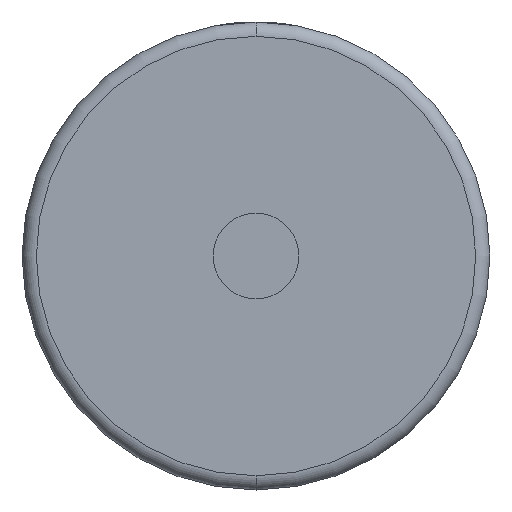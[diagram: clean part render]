
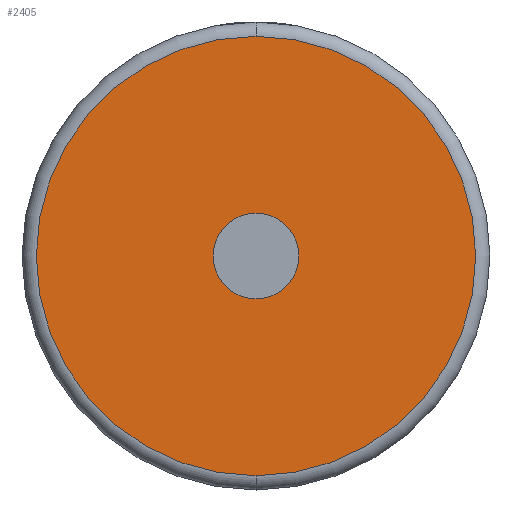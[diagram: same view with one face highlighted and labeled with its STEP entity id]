
A CAD part, front view. The second image highlights one B-rep face of the part: STEP entity #2405.
In plain terms, the highlighted planar face has unit normal (0, -1, 0).
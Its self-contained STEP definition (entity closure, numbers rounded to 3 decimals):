
#63 = DIRECTION ( 'NONE',  ( 0., 0., 1. ) ) ;
#140 = DIRECTION ( 'NONE',  ( 0., -1., 0. ) ) ;
#260 = AXIS2_PLACEMENT_3D ( 'NONE', #3046, #2995, #3813 ) ;
#285 = PLANE ( 'NONE',  #3070 ) ;
#315 = DIRECTION ( 'NONE',  ( 0., 1., 0. ) ) ;
#512 = ORIENTED_EDGE ( 'NONE', *, *, #1102, .F. ) ;
#544 = EDGE_CURVE ( 'NONE', #4522, #4846, #4951, .T. ) ;
#758 = CIRCLE ( 'NONE', #260, 30.75 ) ;
#836 = CARTESIAN_POINT ( 'NONE',  ( 0., 0., 0. ) ) ;
#870 = AXIS2_PLACEMENT_3D ( 'NONE', #836, #4300, #63 ) ;
#1059 = ORIENTED_EDGE ( 'NONE', *, *, #544, .T. ) ;
#1102 = EDGE_CURVE ( 'NONE', #2008, #3450, #3290, .T. ) ;
#1187 = CARTESIAN_POINT ( 'NONE',  ( 0., 0., 0. ) ) ;
#1206 = DIRECTION ( 'NONE',  ( 0., -1., 0. ) ) ;
#1366 = FACE_BOUND ( 'NONE', #2885, .T. ) ;
#1420 = AXIS2_PLACEMENT_3D ( 'NONE', #1187, #1206, #4636 ) ;
#1509 = AXIS2_PLACEMENT_3D ( 'NONE', #2078, #140, #4777 ) ;
#1927 = CARTESIAN_POINT ( 'NONE',  ( 0., 0., -6. ) ) ;
#2008 = VERTEX_POINT ( 'NONE', #4244 ) ;
#2022 = EDGE_CURVE ( 'NONE', #3450, #2008, #4245, .T. ) ;
#2078 = CARTESIAN_POINT ( 'NONE',  ( 0., 0., 0. ) ) ;
#2140 = CARTESIAN_POINT ( 'NONE',  ( 0., 0., 30.75 ) ) ;
#2405 = ADVANCED_FACE ( 'NONE', ( #4338, #1366 ), #285, .F. ) ;
#2746 = ORIENTED_EDGE ( 'NONE', *, *, #4554, .T. ) ;
#2885 = EDGE_LOOP ( 'NONE', ( #512, #3440 ) ) ;
#2995 = DIRECTION ( 'NONE',  ( 0., -1., 0. ) ) ;
#3010 = CARTESIAN_POINT ( 'NONE',  ( 0., 0., -30.75 ) ) ;
#3046 = CARTESIAN_POINT ( 'NONE',  ( 0., 0., 0. ) ) ;
#3070 = AXIS2_PLACEMENT_3D ( 'NONE', #4127, #315, #4903 ) ;
#3290 = CIRCLE ( 'NONE', #1420, 6. ) ;
#3440 = ORIENTED_EDGE ( 'NONE', *, *, #2022, .F. ) ;
#3450 = VERTEX_POINT ( 'NONE', #1927 ) ;
#3813 = DIRECTION ( 'NONE',  ( 0., 0., 1. ) ) ;
#4127 = CARTESIAN_POINT ( 'NONE',  ( 0., 0., 0. ) ) ;
#4244 = CARTESIAN_POINT ( 'NONE',  ( 0., 0., 6. ) ) ;
#4245 = CIRCLE ( 'NONE', #870, 6. ) ;
#4300 = DIRECTION ( 'NONE',  ( 0., -1., 0. ) ) ;
#4338 = FACE_OUTER_BOUND ( 'NONE', #4462, .T. ) ;
#4462 = EDGE_LOOP ( 'NONE', ( #2746, #1059 ) ) ;
#4522 = VERTEX_POINT ( 'NONE', #3010 ) ;
#4554 = EDGE_CURVE ( 'NONE', #4846, #4522, #758, .T. ) ;
#4636 = DIRECTION ( 'NONE',  ( 0., 0., 1. ) ) ;
#4777 = DIRECTION ( 'NONE',  ( 0., 0., 1. ) ) ;
#4846 = VERTEX_POINT ( 'NONE', #2140 ) ;
#4903 = DIRECTION ( 'NONE',  ( 0., 0., 1. ) ) ;
#4951 = CIRCLE ( 'NONE', #1509, 30.75 ) ;
